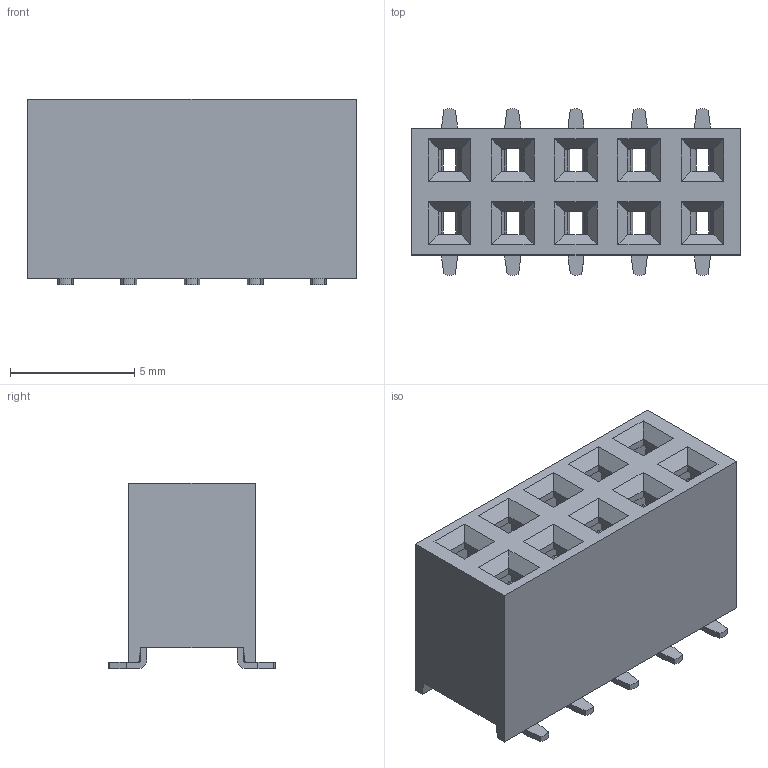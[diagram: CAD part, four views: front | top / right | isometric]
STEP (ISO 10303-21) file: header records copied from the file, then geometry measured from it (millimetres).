
FILE_DESCRIPTION(('HOOPS Exchange Step'),'2;1');
FILE_NAME('61031021821.stp','2023-09-15T06:45:19-07:00',('RBI'),('None'),'HOOPS Exchange 2022.2','SOLIDWORKS MBD','None');
FILE_SCHEMA( ('AP242_MANAGED_MODEL_BASED_3D_ENGINEERING_MIM_LF {1 0 10303 442 1 1 4 }') );
Length unit declared in the file: millimetre
Products named in the file (1): Default
Bounding box: 13.2 x 6.7 x 7.45 mm (x, y, z)
Volume: 313.1 mm3; surface area: 1303.9 mm2
Topology: 11 solids, 11 shells, 940 faces, 2574 edges, 1656 vertices
Faces by surface type: plane 490, cylinder 430, bspline 20
Entity records: 30000 total; most frequent: CARTESIAN_POINT 5515, DIRECTION 5202, ORIENTED_EDGE 5148, EDGE_CURVE 2574, AXIS2_PLACEMENT_3D 1744, VECTOR 1714, LINE 1714, VERTEX_POINT 1656
